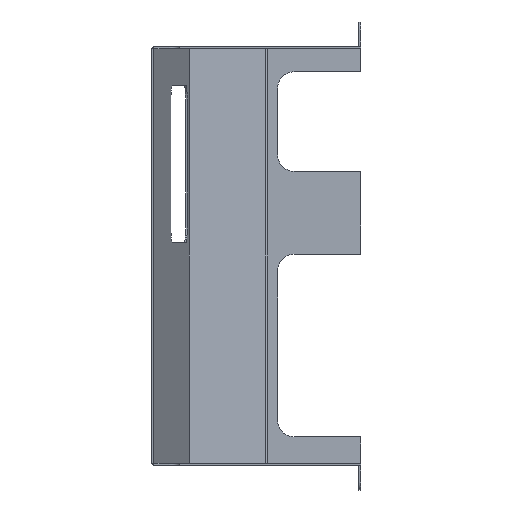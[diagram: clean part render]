
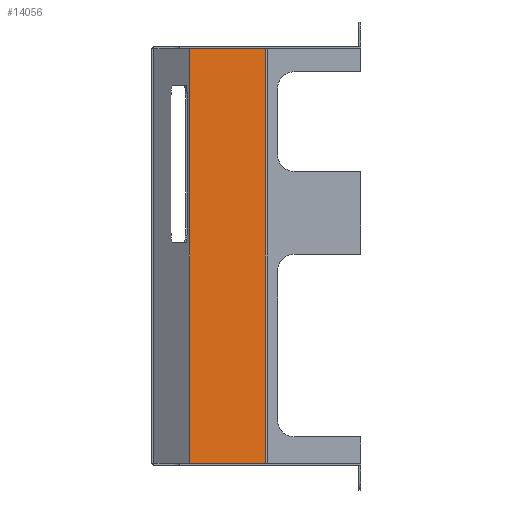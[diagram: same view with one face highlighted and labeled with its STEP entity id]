
A CAD part, left-side view. The second image highlights one B-rep face of the part: STEP entity #14056.
In plain terms, the highlighted planar face has unit normal (-0.735, -0.678, 0).
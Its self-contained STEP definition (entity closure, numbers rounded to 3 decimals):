
#512 = VERTEX_POINT ( 'NONE', #1669 ) ;
#1321 = DIRECTION ( 'NONE',  ( 0., 0., 1. ) ) ;
#1669 = CARTESIAN_POINT ( 'NONE',  ( 594.854, 205.792, -249.859 ) ) ;
#1706 = CARTESIAN_POINT ( 'NONE',  ( 594.854, 205.792, 249.859 ) ) ;
#1858 = DIRECTION ( 'NONE',  ( -0.735, -0.678, 0. ) ) ;
#2563 = FACE_OUTER_BOUND ( 'NONE', #5866, .T. ) ;
#2969 = CARTESIAN_POINT ( 'NONE',  ( 593.791, 206.944, 252. ) ) ;
#3720 = VECTOR ( 'NONE', #1321, 1000. ) ;
#4129 = EDGE_CURVE ( 'NONE', #14268, #12057, #6867, .T. ) ;
#4354 = LINE ( 'NONE', #4528, #6947 ) ;
#4445 = LINE ( 'NONE', #11972, #10319 ) ;
#4528 = CARTESIAN_POINT ( 'NONE',  ( 593.791, 206.944, -249.859 ) ) ;
#4562 = ORIENTED_EDGE ( 'NONE', *, *, #7348, .F. ) ;
#4773 = EDGE_CURVE ( 'NONE', #512, #13331, #7017, .T. ) ;
#5200 = DIRECTION ( 'NONE',  ( 0.678, -0.735, 0. ) ) ;
#5368 = DIRECTION ( 'NONE',  ( 0.678, -0.735, 0. ) ) ;
#5777 = CARTESIAN_POINT ( 'NONE',  ( 679.47, 114.095, 249.859 ) ) ;
#5866 = EDGE_LOOP ( 'NONE', ( #4562, #11652, #11641, #6798 ) ) ;
#6032 = CARTESIAN_POINT ( 'NONE',  ( 679.47, 114.095, -249.859 ) ) ;
#6461 = CARTESIAN_POINT ( 'NONE',  ( 679.47, 114.095, 252. ) ) ;
#6758 = DIRECTION ( 'NONE',  ( -0.678, 0.735, 0. ) ) ;
#6798 = ORIENTED_EDGE ( 'NONE', *, *, #4773, .F. ) ;
#6867 = LINE ( 'NONE', #6461, #9453 ) ;
#6875 = CARTESIAN_POINT ( 'NONE',  ( 594.854, 205.792, 252. ) ) ;
#6947 = VECTOR ( 'NONE', #6758, 1000. ) ;
#7017 = LINE ( 'NONE', #6875, #3720 ) ;
#7348 = EDGE_CURVE ( 'NONE', #12057, #512, #4354, .T. ) ;
#8412 = AXIS2_PLACEMENT_3D ( 'NONE', #2969, #1858, #5200 ) ;
#9453 = VECTOR ( 'NONE', #10833, 1000. ) ;
#10319 = VECTOR ( 'NONE', #5368, 1000. ) ;
#10833 = DIRECTION ( 'NONE',  ( 0., 0., -1. ) ) ;
#11641 = ORIENTED_EDGE ( 'NONE', *, *, #11693, .F. ) ;
#11652 = ORIENTED_EDGE ( 'NONE', *, *, #4129, .F. ) ;
#11693 = EDGE_CURVE ( 'NONE', #13331, #14268, #4445, .T. ) ;
#11794 = PLANE ( 'NONE',  #8412 ) ;
#11972 = CARTESIAN_POINT ( 'NONE',  ( 593.791, 206.944, 249.859 ) ) ;
#12057 = VERTEX_POINT ( 'NONE', #6032 ) ;
#13331 = VERTEX_POINT ( 'NONE', #1706 ) ;
#14056 = ADVANCED_FACE ( 'NONE', ( #2563 ), #11794, .T. ) ;
#14268 = VERTEX_POINT ( 'NONE', #5777 ) ;
